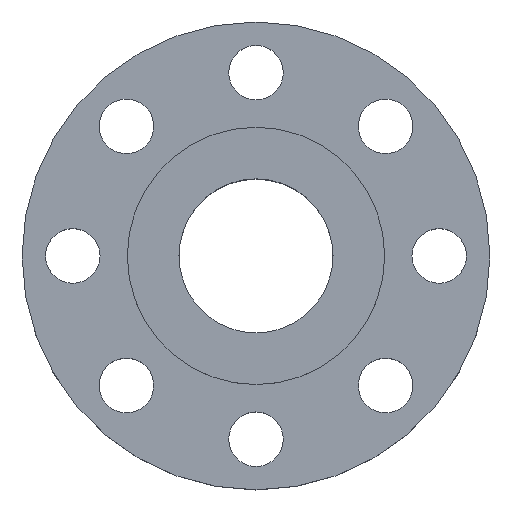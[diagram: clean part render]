
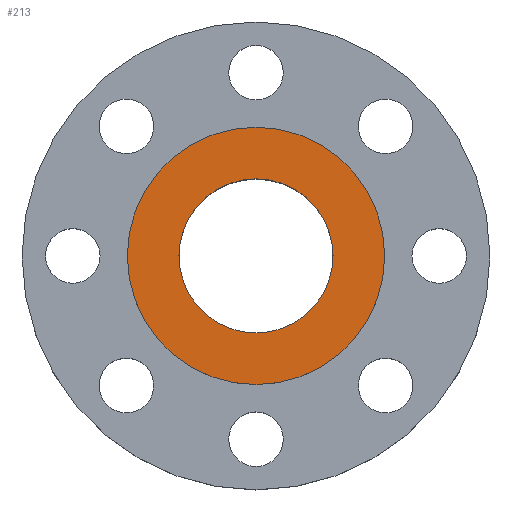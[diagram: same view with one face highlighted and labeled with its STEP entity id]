
A CAD part, top view. The second image highlights one B-rep face of the part: STEP entity #213.
In plain terms, the highlighted planar face has unit normal (0, 0, 1).
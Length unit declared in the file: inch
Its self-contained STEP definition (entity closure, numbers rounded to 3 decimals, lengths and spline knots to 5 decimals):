
#19 = CIRCLE ( 'NONE', #986, 1.2345 ) ;
#29 = CARTESIAN_POINT ( 'NONE',  ( 0., 1.2345, 0. ) ) ;
#56 = DIRECTION ( 'NONE',  ( 0., 0., 1. ) ) ;
#64 = AXIS2_PLACEMENT_3D ( 'NONE', #442, #715, #621 ) ;
#117 = ORIENTED_EDGE ( 'NONE', *, *, #1004, .F. ) ;
#213 = ADVANCED_FACE ( 'NONE', ( #233, #242 ), #225, .F. ) ;
#225 = PLANE ( 'NONE',  #893 ) ;
#233 = FACE_BOUND ( 'NONE', #622, .T. ) ;
#242 = FACE_OUTER_BOUND ( 'NONE', #788, .T. ) ;
#255 = EDGE_CURVE ( 'NONE', #992, #497, #423, .T. ) ;
#311 = DIRECTION ( 'NONE',  ( 1., 0., 0. ) ) ;
#364 = CARTESIAN_POINT ( 'NONE',  ( -2.0625, 0., 0. ) ) ;
#388 = DIRECTION ( 'NONE',  ( 0., 0., 1. ) ) ;
#423 = CIRCLE ( 'NONE', #570, 1.2345 ) ;
#427 = AXIS2_PLACEMENT_3D ( 'NONE', #697, #912, #970 ) ;
#442 = CARTESIAN_POINT ( 'NONE',  ( 0., 0., 0. ) ) ;
#464 = CARTESIAN_POINT ( 'NONE',  ( 1.2345, 0., 0. ) ) ;
#489 = VERTEX_POINT ( 'NONE', #364 ) ;
#497 = VERTEX_POINT ( 'NONE', #464 ) ;
#570 = AXIS2_PLACEMENT_3D ( 'NONE', #864, #56, #768 ) ;
#574 = DIRECTION ( 'NONE',  ( 0., 0., -1. ) ) ;
#592 = DIRECTION ( 'NONE',  ( -1., 0., 0. ) ) ;
#621 = DIRECTION ( 'NONE',  ( 1., 0., 0. ) ) ;
#622 = EDGE_LOOP ( 'NONE', ( #117, #977 ) ) ;
#627 = ORIENTED_EDGE ( 'NONE', *, *, #950, .T. ) ;
#646 = CIRCLE ( 'NONE', #427, 2.0625 ) ;
#653 = EDGE_CURVE ( 'NONE', #1125, #489, #1028, .T. ) ;
#693 = ORIENTED_EDGE ( 'NONE', *, *, #653, .T. ) ;
#697 = CARTESIAN_POINT ( 'NONE',  ( 0., 0., 0. ) ) ;
#715 = DIRECTION ( 'NONE',  ( 0., 0., 1. ) ) ;
#722 = CARTESIAN_POINT ( 'NONE',  ( 2.0625, 0., 0. ) ) ;
#732 = CARTESIAN_POINT ( 'NONE',  ( -1.2345, 0., 0. ) ) ;
#768 = DIRECTION ( 'NONE',  ( 1., 0., 0. ) ) ;
#788 = EDGE_LOOP ( 'NONE', ( #693, #627 ) ) ;
#864 = CARTESIAN_POINT ( 'NONE',  ( 0., 0., 0. ) ) ;
#893 = AXIS2_PLACEMENT_3D ( 'NONE', #29, #574, #592 ) ;
#912 = DIRECTION ( 'NONE',  ( 0., 0., 1. ) ) ;
#928 = CARTESIAN_POINT ( 'NONE',  ( 0., 0., 0. ) ) ;
#950 = EDGE_CURVE ( 'NONE', #489, #1125, #646, .T. ) ;
#970 = DIRECTION ( 'NONE',  ( 1., 0., 0. ) ) ;
#977 = ORIENTED_EDGE ( 'NONE', *, *, #255, .F. ) ;
#986 = AXIS2_PLACEMENT_3D ( 'NONE', #928, #388, #311 ) ;
#992 = VERTEX_POINT ( 'NONE', #732 ) ;
#1004 = EDGE_CURVE ( 'NONE', #497, #992, #19, .T. ) ;
#1028 = CIRCLE ( 'NONE', #64, 2.0625 ) ;
#1125 = VERTEX_POINT ( 'NONE', #722 ) ;
